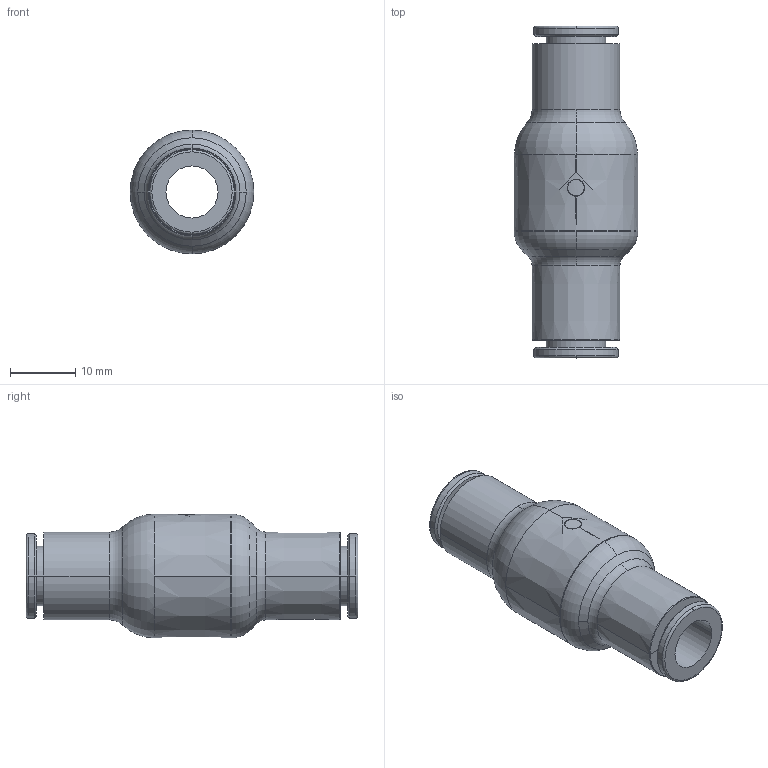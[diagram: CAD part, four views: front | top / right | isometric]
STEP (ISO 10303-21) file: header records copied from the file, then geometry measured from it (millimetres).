
FILE_DESCRIPTION(('STEP AP214'),'1');
FILE_NAME('7996_08_00.stp','2016-07-07T14:53:32',('TraceParts'),('TraceParts S.A.'),'Spatial InterOp 3D',' ',' ');
FILE_SCHEMA(('automotive_design'));
Length unit declared in the file: millimetre
Products named in the file (1): 1
Bounding box: 19.01 x 50.98 x 19.01 mm (x, y, z)
Volume: 7123.5 mm3; surface area: 4276.2 mm2
Topology: 1 solids, 1 shells, 66 faces, 165 edges, 107 vertices
Faces by surface type: plane 20, cylinder 17, torus 16, cone 13
Entity records: 2105 total; most frequent: CARTESIAN_POINT 419, DIRECTION 395, ORIENTED_EDGE 330, AXIS2_PLACEMENT_3D 169, EDGE_CURVE 165, VERTEX_POINT 107, CIRCLE 97, EDGE_LOOP 74
